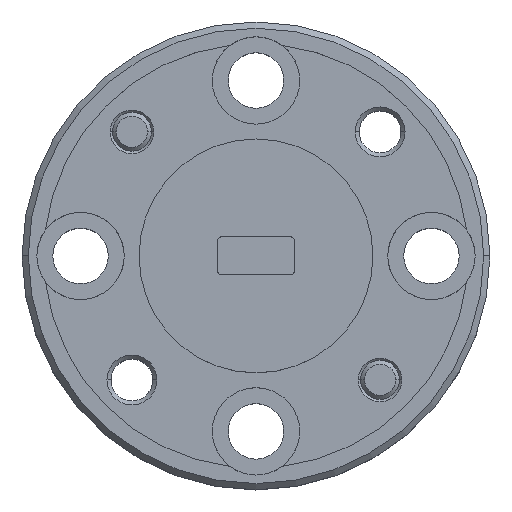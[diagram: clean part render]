
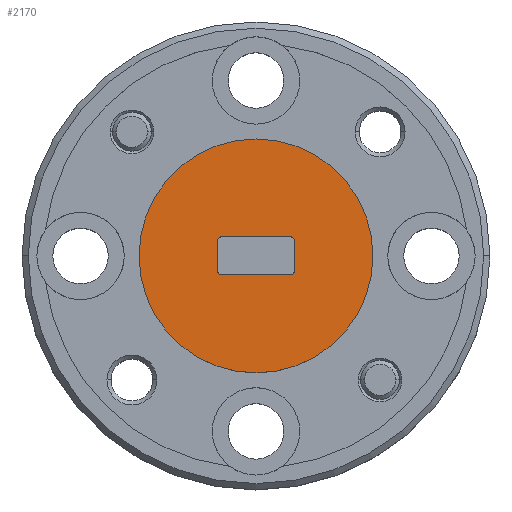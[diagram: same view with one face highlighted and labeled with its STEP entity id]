
A CAD part, top view. The second image highlights one B-rep face of the part: STEP entity #2170.
In plain terms, the highlighted planar face has unit normal (0, 0, 1).
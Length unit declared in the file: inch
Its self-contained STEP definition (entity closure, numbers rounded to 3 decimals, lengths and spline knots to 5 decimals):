
#197 = DIRECTION ( 'NONE',  ( 0., 0., 1. ) ) ;
#211 = ORIENTED_EDGE ( 'NONE', *, *, #283, .T. ) ;
#217 = CARTESIAN_POINT ( 'NONE',  ( -0.056, -0.0305, 0. ) ) ;
#236 = VECTOR ( 'NONE', #1225, 39.37008 ) ;
#248 = CARTESIAN_POINT ( 'NONE',  ( 0.061, -0.0305, 0. ) ) ;
#283 = EDGE_CURVE ( 'NONE', #1831, #4377, #1177, .T. ) ;
#311 = DIRECTION ( 'NONE',  ( 0., 0., -1. ) ) ;
#364 = EDGE_CURVE ( 'NONE', #5183, #3001, #3546, .T. ) ;
#377 = EDGE_CURVE ( 'NONE', #4377, #1831, #4059, .T. ) ;
#405 = VECTOR ( 'NONE', #2295, 39.37008 ) ;
#426 = VERTEX_POINT ( 'NONE', #3934 ) ;
#445 = CARTESIAN_POINT ( 'NONE',  ( -0.1875, 0., 0. ) ) ;
#463 = CARTESIAN_POINT ( 'NONE',  ( 0.061, 0.0255, 0. ) ) ;
#659 = AXIS2_PLACEMENT_3D ( 'NONE', #4687, #197, #3913 ) ;
#679 = DIRECTION ( 'NONE',  ( 1., 0., 0. ) ) ;
#814 = EDGE_CURVE ( 'NONE', #2342, #932, #3798, .T. ) ;
#836 = CARTESIAN_POINT ( 'NONE',  ( 0.061, -0.0255, 0. ) ) ;
#925 = EDGE_LOOP ( 'NONE', ( #211, #3116 ) ) ;
#932 = VERTEX_POINT ( 'NONE', #1791 ) ;
#1023 = DIRECTION ( 'NONE',  ( 0., 1., 0. ) ) ;
#1055 = CARTESIAN_POINT ( 'NONE',  ( 0.056, 0.0255, 0. ) ) ;
#1072 = LINE ( 'NONE', #248, #2083 ) ;
#1121 = DIRECTION ( 'NONE',  ( 0., 0., -1. ) ) ;
#1177 = CIRCLE ( 'NONE', #4129, 0.1875 ) ;
#1187 = VECTOR ( 'NONE', #4414, 39.37008 ) ;
#1189 = CARTESIAN_POINT ( 'NONE',  ( -0.061, 0.0255, 0. ) ) ;
#1190 = CARTESIAN_POINT ( 'NONE',  ( -0.056, 0.0255, 0. ) ) ;
#1225 = DIRECTION ( 'NONE',  ( 0., -1., 0. ) ) ;
#1251 = CARTESIAN_POINT ( 'NONE',  ( -0.061, -0.0305, 0. ) ) ;
#1365 = ORIENTED_EDGE ( 'NONE', *, *, #364, .F. ) ;
#1463 = CARTESIAN_POINT ( 'NONE',  ( 0., 0., 0. ) ) ;
#1475 = ORIENTED_EDGE ( 'NONE', *, *, #814, .T. ) ;
#1527 = AXIS2_PLACEMENT_3D ( 'NONE', #4316, #1121, #4373 ) ;
#1547 = PLANE ( 'NONE',  #3691 ) ;
#1656 = CARTESIAN_POINT ( 'NONE',  ( -0.061, -0.0305, 0. ) ) ;
#1729 = ORIENTED_EDGE ( 'NONE', *, *, #4094, .F. ) ;
#1742 = EDGE_CURVE ( 'NONE', #5140, #426, #4922, .T. ) ;
#1791 = CARTESIAN_POINT ( 'NONE',  ( 0.056, -0.0305, 0. ) ) ;
#1831 = VERTEX_POINT ( 'NONE', #4063 ) ;
#1856 = ORIENTED_EDGE ( 'NONE', *, *, #4301, .T. ) ;
#1859 = DIRECTION ( 'NONE',  ( 1., 0., 0. ) ) ;
#1887 = CARTESIAN_POINT ( 'NONE',  ( -0.061, 0.0305, 0. ) ) ;
#2083 = VECTOR ( 'NONE', #1023, 39.37008 ) ;
#2170 = ADVANCED_FACE ( 'NONE', ( #3485, #5101 ), #1547, .T. ) ;
#2295 = DIRECTION ( 'NONE',  ( -1., 0., 0. ) ) ;
#2342 = VERTEX_POINT ( 'NONE', #836 ) ;
#2381 = AXIS2_PLACEMENT_3D ( 'NONE', #1190, #4440, #2394 ) ;
#2394 = DIRECTION ( 'NONE',  ( 1., 0., 0. ) ) ;
#2422 = AXIS2_PLACEMENT_3D ( 'NONE', #1055, #2651, #1859 ) ;
#2533 = CIRCLE ( 'NONE', #2381, 0.005 ) ;
#2627 = DIRECTION ( 'NONE',  ( 0., 0., 1. ) ) ;
#2651 = DIRECTION ( 'NONE',  ( 0., 0., -1. ) ) ;
#2665 = ORIENTED_EDGE ( 'NONE', *, *, #5114, .F. ) ;
#2719 = VERTEX_POINT ( 'NONE', #1189 ) ;
#3001 = VERTEX_POINT ( 'NONE', #3828 ) ;
#3029 = CARTESIAN_POINT ( 'NONE',  ( 0., 0., 0. ) ) ;
#3081 = DIRECTION ( 'NONE',  ( 0., 0., 1. ) ) ;
#3116 = ORIENTED_EDGE ( 'NONE', *, *, #377, .T. ) ;
#3253 = LINE ( 'NONE', #1656, #1187 ) ;
#3458 = DIRECTION ( 'NONE',  ( 1., 0., 0. ) ) ;
#3471 = ORIENTED_EDGE ( 'NONE', *, *, #1742, .T. ) ;
#3485 = FACE_BOUND ( 'NONE', #5071, .T. ) ;
#3490 = CARTESIAN_POINT ( 'NONE',  ( -0.056, -0.0255, 0. ) ) ;
#3546 = LINE ( 'NONE', #1887, #405 ) ;
#3691 = AXIS2_PLACEMENT_3D ( 'NONE', #1463, #3081, #679 ) ;
#3769 = EDGE_CURVE ( 'NONE', #5183, #4104, #4708, .T. ) ;
#3798 = CIRCLE ( 'NONE', #1527, 0.005 ) ;
#3828 = CARTESIAN_POINT ( 'NONE',  ( -0.056, 0.0305, 0. ) ) ;
#3907 = AXIS2_PLACEMENT_3D ( 'NONE', #3490, #311, #3458 ) ;
#3913 = DIRECTION ( 'NONE',  ( 1., 0., 0. ) ) ;
#3934 = CARTESIAN_POINT ( 'NONE',  ( -0.061, -0.0255, 0. ) ) ;
#4059 = CIRCLE ( 'NONE', #659, 0.1875 ) ;
#4063 = CARTESIAN_POINT ( 'NONE',  ( 0.1875, 0., 0. ) ) ;
#4094 = EDGE_CURVE ( 'NONE', #2719, #426, #4895, .T. ) ;
#4104 = VERTEX_POINT ( 'NONE', #463 ) ;
#4129 = AXIS2_PLACEMENT_3D ( 'NONE', #3029, #2627, #4657 ) ;
#4197 = ORIENTED_EDGE ( 'NONE', *, *, #3769, .T. ) ;
#4293 = EDGE_CURVE ( 'NONE', #5140, #932, #3253, .T. ) ;
#4301 = EDGE_CURVE ( 'NONE', #2719, #3001, #2533, .T. ) ;
#4316 = CARTESIAN_POINT ( 'NONE',  ( 0.056, -0.0255, 0. ) ) ;
#4373 = DIRECTION ( 'NONE',  ( 1., 0., 0. ) ) ;
#4377 = VERTEX_POINT ( 'NONE', #445 ) ;
#4414 = DIRECTION ( 'NONE',  ( 1., 0., 0. ) ) ;
#4440 = DIRECTION ( 'NONE',  ( 0., 0., -1. ) ) ;
#4657 = DIRECTION ( 'NONE',  ( 1., 0., 0. ) ) ;
#4687 = CARTESIAN_POINT ( 'NONE',  ( 0., 0., 0. ) ) ;
#4708 = CIRCLE ( 'NONE', #2422, 0.005 ) ;
#4895 = LINE ( 'NONE', #1251, #236 ) ;
#4922 = CIRCLE ( 'NONE', #3907, 0.005 ) ;
#4998 = ORIENTED_EDGE ( 'NONE', *, *, #4293, .F. ) ;
#5065 = CARTESIAN_POINT ( 'NONE',  ( 0.056, 0.0305, 0. ) ) ;
#5071 = EDGE_LOOP ( 'NONE', ( #1365, #4197, #2665, #1475, #4998, #3471, #1729, #1856 ) ) ;
#5101 = FACE_OUTER_BOUND ( 'NONE', #925, .T. ) ;
#5114 = EDGE_CURVE ( 'NONE', #2342, #4104, #1072, .T. ) ;
#5140 = VERTEX_POINT ( 'NONE', #217 ) ;
#5183 = VERTEX_POINT ( 'NONE', #5065 ) ;
